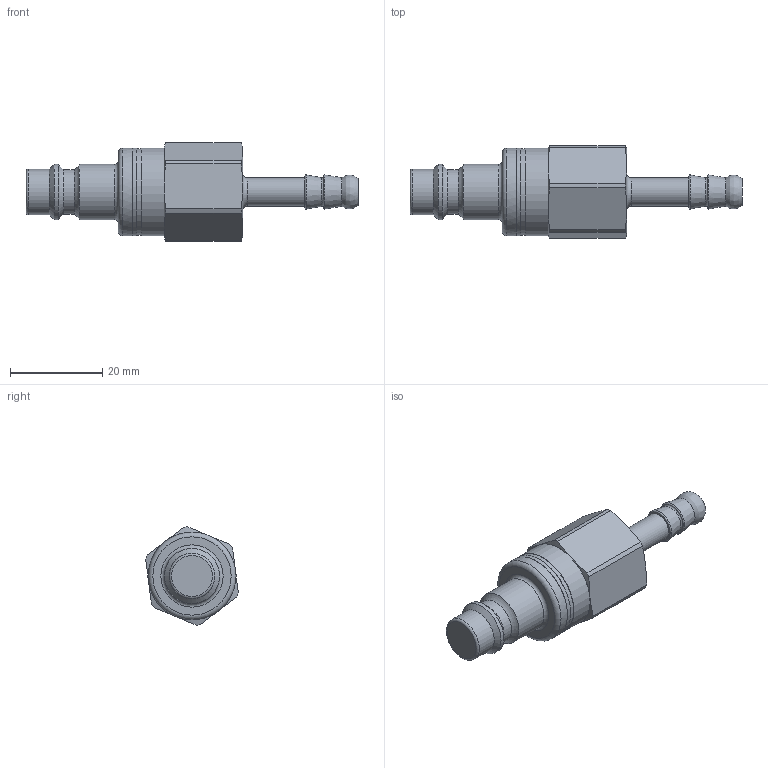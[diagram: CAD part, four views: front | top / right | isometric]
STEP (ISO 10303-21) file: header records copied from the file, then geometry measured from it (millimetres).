
FILE_DESCRIPTION((''),'2;1');
FILE_NAME('25sbtf06evx.stp','2014-12-03T15:35:45',('IA176480'),(''),'Autodesk Inventor 2013','Autodesk Inventor 2013','');
FILE_SCHEMA(('AUTOMOTIVE_DESIGN { 1 0 10303 214 1 1 1 1 }'));
Length unit declared in the file: millimetre
Products named in the file (1): D112965
Bounding box: 72 x 20.11 x 21.33 mm (x, y, z)
Volume: 10735.8 mm3; surface area: 4248.5 mm2
Topology: 1 solids, 3 shells, 69 faces, 136 edges, 81 vertices
Faces by surface type: plane 20, cylinder 20, cone 17, torus 11, bspline 1
Full cylindrical faces by diameter (mm): 6.1 x1, 9.75 x1, 9.9 x1, 12 x2, 14.5 x1, 14.746 x1, 15.1 x1, 15.6 x2, 18.75 x1, 18.95 x2, 19 x1
Entity records: 1702 total; most frequent: CARTESIAN_POINT 326, DIRECTION 284, ORIENTED_EDGE 206, AXIS2_PLACEMENT_3D 136, EDGE_LOOP 112, EDGE_CURVE 103, VERTEX_POINT 79, FACE_OUTER_BOUND 69
